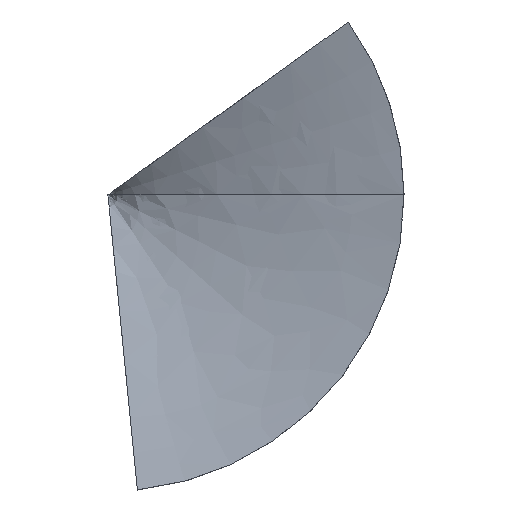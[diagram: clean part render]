
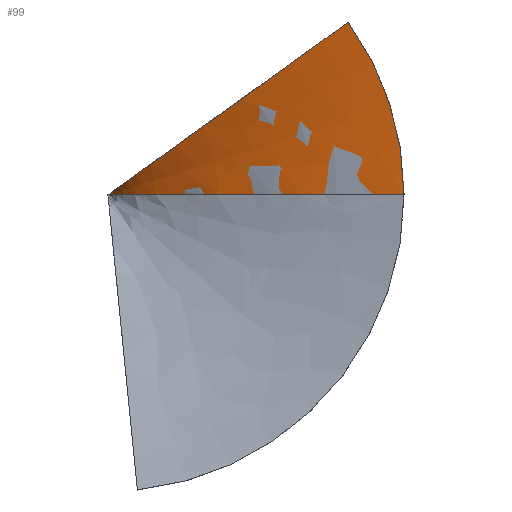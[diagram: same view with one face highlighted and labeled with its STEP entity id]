
A CAD part, front view. The second image highlights one B-rep face of the part: STEP entity #99.
In plain terms, the highlighted free-form (B-spline) face has degree [5, 2] with [20, 3] control points.
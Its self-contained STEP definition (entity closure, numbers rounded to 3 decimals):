
#24=FACE_OUTER_BOUND('',#31,.T.);
#31=EDGE_LOOP('',(#69,#70,#71));
#38=CIRCLE('',#120,1250.);
#42=(
BOUNDED_CURVE()
B_SPLINE_CURVE(5,(#226,#227,#228,#229,#230,#231,#232,#233,#234,#235,#236,
#237,#238,#239,#240,#241,#242,#243,#244,#245),.UNSPECIFIED.,.F.,.F.)
B_SPLINE_CURVE_WITH_KNOTS((6,1,1,1,1,1,1,1,1,1,1,1,1,1,1,6),(-1.,-0.933,
-0.867,-0.8,-0.733,-0.667,-0.6,-0.533,
-0.467,-0.4,-0.333,-0.267,-0.2,-0.133,
-0.067,-0.013),.UNSPECIFIED.)
CURVE()
GEOMETRIC_REPRESENTATION_ITEM()
RATIONAL_B_SPLINE_CURVE((1.,1.,1.,1.,1.,1.,1.,1.,1.,1.,1.,1.,1.,1.,1.,1.,
1.,1.,1.,1.))
REPRESENTATION_ITEM('')
);
#43=B_SPLINE_CURVE_WITH_KNOTS('',3,(#209,#210,#211,#212,#213,#214,#215,
#216,#217,#218,#219,#220,#221,#222,#223,#224),.UNSPECIFIED.,.F.,.F.,(4,
2,2,2,2,2,2,4),(-192.205,-189.231,-187.065,-183.786,
-178.924,-156.106,-95.583,0.),.UNSPECIFIED.);
#48=VERTEX_POINT('',#207);
#49=VERTEX_POINT('',#208);
#50=VERTEX_POINT('',#225);
#56=EDGE_CURVE('',#48,#49,#43,.T.);
#57=EDGE_CURVE('',#50,#48,#42,.T.);
#58=EDGE_CURVE('',#50,#49,#38,.T.);
#69=ORIENTED_EDGE('',*,*,#56,.F.);
#70=ORIENTED_EDGE('',*,*,#57,.F.);
#71=ORIENTED_EDGE('',*,*,#58,.T.);
#95=(
BOUNDED_SURFACE()
B_SPLINE_SURFACE(5,2,((#147,#148,#149),(#150,#151,#152),(#153,#154,#155),
(#156,#157,#158),(#159,#160,#161),(#162,#163,#164),(#165,#166,#167),(#168,
#169,#170),(#171,#172,#173),(#174,#175,#176),(#177,#178,#179),(#180,#181,
#182),(#183,#184,#185),(#186,#187,#188),(#189,#190,#191),(#192,#193,#194),
(#195,#196,#197),(#198,#199,#200),(#201,#202,#203),(#204,#205,#206)),
 .UNSPECIFIED.,.F.,.F.,.F.)
B_SPLINE_SURFACE_WITH_KNOTS((6,1,1,1,1,1,1,1,1,1,1,1,1,1,1,6),(3,3),(-1.,
-0.933,-0.867,-0.8,-0.733,-0.667,
-0.6,-0.533,-0.467,-0.4,-0.333,-0.267,
-0.2,-0.133,-0.067,0.),(0.,1.571),
 .UNSPECIFIED.)
GEOMETRIC_REPRESENTATION_ITEM()
RATIONAL_B_SPLINE_SURFACE(((1.,0.707,1.),(1.,0.707,
1.),(1.,0.707,1.),(1.,0.707,1.),(1.,0.707,
1.),(1.,0.707,1.),(1.,0.707,1.),(1.,0.707,
1.),(1.,0.707,1.),(1.,0.707,1.),(1.,0.707,
1.),(1.,0.707,1.),(1.,0.707,1.),(1.,0.707,
1.),(1.,0.707,1.),(1.,0.707,1.),(1.,0.707,
1.),(1.,0.707,1.),(1.,0.707,1.),(1.,0.707,
1.)))
REPRESENTATION_ITEM('')
SURFACE()
);
#99=ADVANCED_FACE('',(#24),#95,.F.);
#120=AXIS2_PLACEMENT_3D('',#246,#129,#130);
#129=DIRECTION('center_axis',(0.,-1.,0.));
#130=DIRECTION('ref_axis',(1.,0.,0.));
#147=CARTESIAN_POINT('Ctrl Pts',(1305.395,20.,35.076));
#148=CARTESIAN_POINT('Ctrl Pts',(1305.395,20.,1285.076));
#149=CARTESIAN_POINT('Ctrl Pts',(55.395,20.,1285.076));
#150=CARTESIAN_POINT('Ctrl Pts',(1282.315,25.48,35.076));
#151=CARTESIAN_POINT('Ctrl Pts',(1282.315,25.48,1261.996));
#152=CARTESIAN_POINT('Ctrl Pts',(55.395,25.48,1261.996));
#153=CARTESIAN_POINT('Ctrl Pts',(1236.269,36.68,35.076));
#154=CARTESIAN_POINT('Ctrl Pts',(1236.269,36.68,1215.95));
#155=CARTESIAN_POINT('Ctrl Pts',(55.395,36.68,1215.95));
#156=CARTESIAN_POINT('Ctrl Pts',(1167.543,54.196,35.076));
#157=CARTESIAN_POINT('Ctrl Pts',(1167.543,54.196,1147.224));
#158=CARTESIAN_POINT('Ctrl Pts',(55.395,54.196,1147.224));
#159=CARTESIAN_POINT('Ctrl Pts',(1076.602,78.997,35.076));
#160=CARTESIAN_POINT('Ctrl Pts',(1076.602,78.997,1056.283));
#161=CARTESIAN_POINT('Ctrl Pts',(55.395,78.997,1056.283));
#162=CARTESIAN_POINT('Ctrl Pts',(964.179,112.466,35.076));
#163=CARTESIAN_POINT('Ctrl Pts',(964.179,112.466,943.86));
#164=CARTESIAN_POINT('Ctrl Pts',(55.395,112.466,943.86));
#165=CARTESIAN_POINT('Ctrl Pts',(853.263,148.465,35.076));
#166=CARTESIAN_POINT('Ctrl Pts',(853.263,148.465,832.944));
#167=CARTESIAN_POINT('Ctrl Pts',(55.395,148.465,832.944));
#168=CARTESIAN_POINT('Ctrl Pts',(744.316,187.033,35.076));
#169=CARTESIAN_POINT('Ctrl Pts',(744.316,187.033,723.997));
#170=CARTESIAN_POINT('Ctrl Pts',(55.395,187.033,723.997));
#171=CARTESIAN_POINT('Ctrl Pts',(638.082,228.143,35.076));
#172=CARTESIAN_POINT('Ctrl Pts',(638.082,228.143,617.763));
#173=CARTESIAN_POINT('Ctrl Pts',(55.395,228.143,617.763));
#174=CARTESIAN_POINT('Ctrl Pts',(535.634,271.661,35.076));
#175=CARTESIAN_POINT('Ctrl Pts',(535.634,271.661,515.315));
#176=CARTESIAN_POINT('Ctrl Pts',(55.395,271.661,515.315));
#177=CARTESIAN_POINT('Ctrl Pts',(438.477,317.274,35.076));
#178=CARTESIAN_POINT('Ctrl Pts',(438.477,317.274,418.157));
#179=CARTESIAN_POINT('Ctrl Pts',(55.395,317.274,418.157));
#180=CARTESIAN_POINT('Ctrl Pts',(348.47,364.503,35.076));
#181=CARTESIAN_POINT('Ctrl Pts',(348.47,364.503,328.151));
#182=CARTESIAN_POINT('Ctrl Pts',(55.395,364.503,328.151));
#183=CARTESIAN_POINT('Ctrl Pts',(267.612,412.798,35.076));
#184=CARTESIAN_POINT('Ctrl Pts',(267.612,412.798,247.293));
#185=CARTESIAN_POINT('Ctrl Pts',(55.395,412.798,247.293));
#186=CARTESIAN_POINT('Ctrl Pts',(197.821,461.604,35.076));
#187=CARTESIAN_POINT('Ctrl Pts',(197.821,461.604,177.502));
#188=CARTESIAN_POINT('Ctrl Pts',(55.395,461.604,177.502));
#189=CARTESIAN_POINT('Ctrl Pts',(140.714,510.433,35.076));
#190=CARTESIAN_POINT('Ctrl Pts',(140.714,510.433,120.395));
#191=CARTESIAN_POINT('Ctrl Pts',(55.395,510.433,120.395));
#192=CARTESIAN_POINT('Ctrl Pts',(97.294,558.941,35.076));
#193=CARTESIAN_POINT('Ctrl Pts',(97.294,558.941,76.975));
#194=CARTESIAN_POINT('Ctrl Pts',(55.395,558.941,76.975));
#195=CARTESIAN_POINT('Ctrl Pts',(73.669,597.366,35.076));
#196=CARTESIAN_POINT('Ctrl Pts',(73.669,597.366,53.35));
#197=CARTESIAN_POINT('Ctrl Pts',(55.395,597.366,53.35));
#198=CARTESIAN_POINT('Ctrl Pts',(62.142,625.95,35.076));
#199=CARTESIAN_POINT('Ctrl Pts',(62.142,625.95,41.823));
#200=CARTESIAN_POINT('Ctrl Pts',(55.395,625.95,41.823));
#201=CARTESIAN_POINT('Ctrl Pts',(57.189,644.902,35.076));
#202=CARTESIAN_POINT('Ctrl Pts',(57.189,644.902,36.87));
#203=CARTESIAN_POINT('Ctrl Pts',(55.395,644.902,36.87));
#204=CARTESIAN_POINT('Ctrl Pts',(55.395,654.353,35.076));
#205=CARTESIAN_POINT('Ctrl Pts',(55.395,654.353,35.076));
#206=CARTESIAN_POINT('Ctrl Pts',(55.395,654.353,35.076));
#207=CARTESIAN_POINT('',(57.36,645.307,35.076));
#208=CARTESIAN_POINT('',(1071.119,20.,763.641));
#209=CARTESIAN_POINT('Ctrl Pts',(57.36,645.307,35.076));
#210=CARTESIAN_POINT('Ctrl Pts',(58.,642.693,35.536));
#211=CARTESIAN_POINT('Ctrl Pts',(58.839,638.885,36.139));
#212=CARTESIAN_POINT('Ctrl Pts',(61.082,630.284,37.751));
#213=CARTESIAN_POINT('Ctrl Pts',(62.082,626.765,38.47));
#214=CARTESIAN_POINT('Ctrl Pts',(64.826,617.878,40.442));
#215=CARTESIAN_POINT('Ctrl Pts',(66.648,612.628,41.751));
#216=CARTESIAN_POINT('Ctrl Pts',(71.569,599.792,45.288));
#217=CARTESIAN_POINT('Ctrl Pts',(74.849,592.33,47.645));
#218=CARTESIAN_POINT('Ctrl Pts',(95.085,551.02,62.188));
#219=CARTESIAN_POINT('Ctrl Pts',(118.399,520.344,78.943));
#220=CARTESIAN_POINT('Ctrl Pts',(206.256,424.025,142.084));
#221=CARTESIAN_POINT('Ctrl Pts',(302.677,354.629,211.38));
#222=CARTESIAN_POINT('Ctrl Pts',(591.685,188.898,419.083));
#223=CARTESIAN_POINT('Ctrl Pts',(819.393,93.603,582.731));
#224=CARTESIAN_POINT('Ctrl Pts',(1071.119,20.,763.641));
#225=CARTESIAN_POINT('',(1305.395,20.,35.076));
#226=CARTESIAN_POINT('Ctrl Pts',(1305.395,20.,35.076));
#227=CARTESIAN_POINT('Ctrl Pts',(1282.315,25.48,35.076));
#228=CARTESIAN_POINT('Ctrl Pts',(1236.269,36.68,35.076));
#229=CARTESIAN_POINT('Ctrl Pts',(1167.543,54.196,35.076));
#230=CARTESIAN_POINT('Ctrl Pts',(1076.602,78.997,35.076));
#231=CARTESIAN_POINT('Ctrl Pts',(964.179,112.466,35.076));
#232=CARTESIAN_POINT('Ctrl Pts',(853.263,148.465,35.076));
#233=CARTESIAN_POINT('Ctrl Pts',(744.316,187.033,35.076));
#234=CARTESIAN_POINT('Ctrl Pts',(638.082,228.143,35.076));
#235=CARTESIAN_POINT('Ctrl Pts',(535.634,271.661,35.076));
#236=CARTESIAN_POINT('Ctrl Pts',(438.477,317.274,35.076));
#237=CARTESIAN_POINT('Ctrl Pts',(348.47,364.503,35.076));
#238=CARTESIAN_POINT('Ctrl Pts',(267.612,412.798,35.076));
#239=CARTESIAN_POINT('Ctrl Pts',(197.821,461.604,35.076));
#240=CARTESIAN_POINT('Ctrl Pts',(140.714,510.433,35.076));
#241=CARTESIAN_POINT('Ctrl Pts',(98.954,557.085,35.076));
#242=CARTESIAN_POINT('Ctrl Pts',(75.954,593.691,35.076));
#243=CARTESIAN_POINT('Ctrl Pts',(64.422,620.481,35.076));
#244=CARTESIAN_POINT('Ctrl Pts',(59.234,637.648,35.076));
#245=CARTESIAN_POINT('Ctrl Pts',(57.36,645.307,35.076));
#246=CARTESIAN_POINT('Origin',(55.395,20.,35.076));
